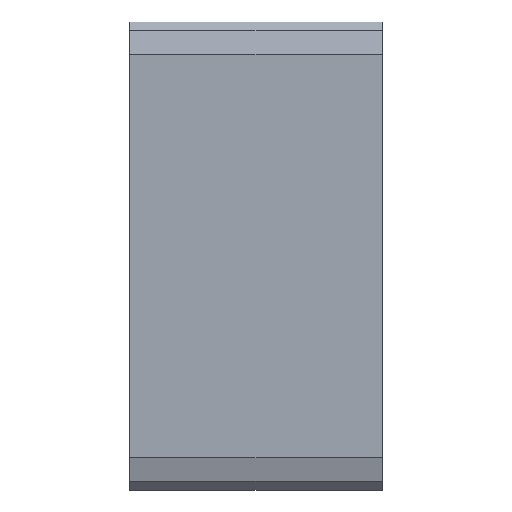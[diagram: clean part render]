
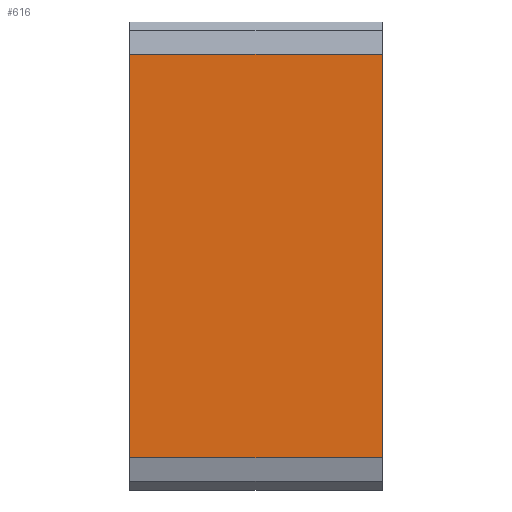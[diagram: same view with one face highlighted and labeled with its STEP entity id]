
A CAD part, top view. The second image highlights one B-rep face of the part: STEP entity #616.
In plain terms, the highlighted planar face has unit normal (0, 0, 1).
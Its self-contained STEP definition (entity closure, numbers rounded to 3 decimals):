
#598=AXIS2_PLACEMENT_3D('Plane Axis2P3D',#595,#596,#597) ;
#352=CARTESIAN_POINT('Vertex',(5.825,0.7,2.2)) ;
#441=CARTESIAN_POINT('Vertex',(5.825,9.5,2.2)) ;
#444=CARTESIAN_POINT('Line Origine',(5.825,5.1,2.2)) ;
#473=CARTESIAN_POINT('Line Origine',(0.325,5.1,2.2)) ;
#477=CARTESIAN_POINT('Vertex',(0.325,0.7,2.2)) ;
#479=CARTESIAN_POINT('Vertex',(0.325,9.5,2.2)) ;
#595=CARTESIAN_POINT('Axis2P3D Location',(3.075,0.7,2.2)) ;
#600=CARTESIAN_POINT('Line Origine',(3.075,9.5,2.2)) ;
#605=CARTESIAN_POINT('Line Origine',(3.075,0.7,2.2)) ;
#445=DIRECTION('Vector Direction',(0.,1.,0.)) ;
#474=DIRECTION('Vector Direction',(0.,1.,0.)) ;
#596=DIRECTION('Axis2P3D Direction',(0.,0.,-1.)) ;
#597=DIRECTION('Axis2P3D XDirection',(0.,1.,0.)) ;
#601=DIRECTION('Vector Direction',(1.,0.,0.)) ;
#606=DIRECTION('Vector Direction',(1.,0.,0.)) ;
#446=VECTOR('Line Direction',#445,1.) ;
#475=VECTOR('Line Direction',#474,1.) ;
#602=VECTOR('Line Direction',#601,1.) ;
#607=VECTOR('Line Direction',#606,1.) ;
#611=ORIENTED_EDGE('',*,*,#448,.T.) ;
#612=ORIENTED_EDGE('',*,*,#604,.F.) ;
#613=ORIENTED_EDGE('',*,*,#481,.F.) ;
#614=ORIENTED_EDGE('',*,*,#609,.T.) ;
#616=ADVANCED_FACE('S3D - gedreht',(#615),#599,.F.) ;
#448=EDGE_CURVE('',#353,#442,#447,.T.) ;
#481=EDGE_CURVE('',#478,#480,#476,.T.) ;
#604=EDGE_CURVE('',#480,#442,#603,.T.) ;
#609=EDGE_CURVE('',#478,#353,#608,.T.) ;
#610=EDGE_LOOP('',(#611,#612,#613,#614)) ;
#615=FACE_OUTER_BOUND('',#610,.T.) ;
#447=LINE('Line',#444,#446) ;
#476=LINE('Line',#473,#475) ;
#603=LINE('Line',#600,#602) ;
#608=LINE('Line',#605,#607) ;
#599=PLANE('',#598) ;
#353=VERTEX_POINT('',#352) ;
#442=VERTEX_POINT('',#441) ;
#478=VERTEX_POINT('',#477) ;
#480=VERTEX_POINT('',#479) ;
